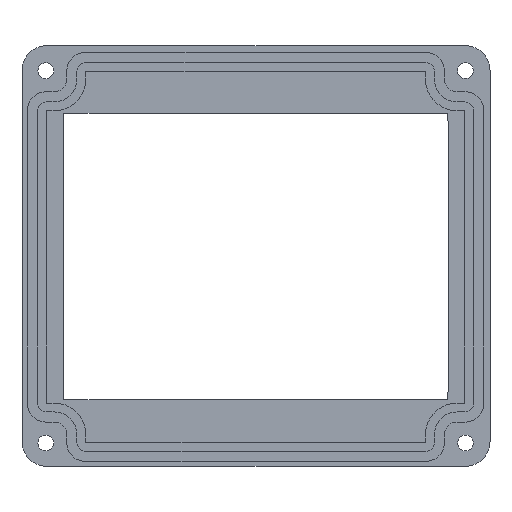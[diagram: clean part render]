
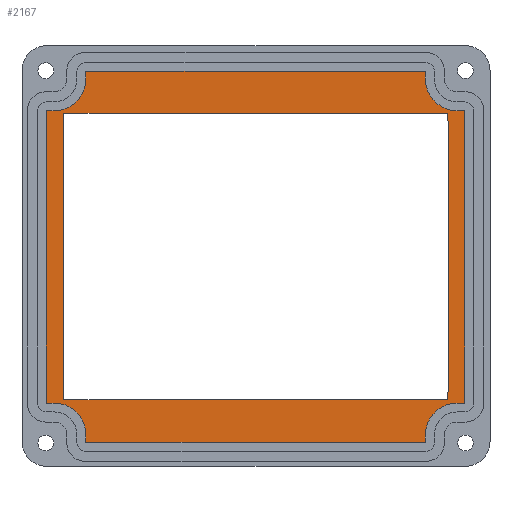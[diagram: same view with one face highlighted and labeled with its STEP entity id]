
A CAD part, front view. The second image highlights one B-rep face of the part: STEP entity #2167.
In plain terms, the highlighted planar face has unit normal (0, -1, 0).
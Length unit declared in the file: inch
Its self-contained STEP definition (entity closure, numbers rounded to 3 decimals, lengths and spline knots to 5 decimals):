
#74=FACE_BOUND('',#366,.T.);
#140=CIRCLE('',#2357,0.32001);
#141=CIRCLE('',#2358,0.32);
#142=CIRCLE('',#2359,0.32);
#143=CIRCLE('',#2360,0.32);
#144=CIRCLE('',#2361,0.08);
#145=CIRCLE('',#2362,0.08);
#241=FACE_OUTER_BOUND('',#365,.T.);
#365=EDGE_LOOP('',(#1645,#1646,#1647,#1648,#1649,#1650,#1651,#1652,#1653,
#1654,#1655,#1656,#1657,#1658,#1659,#1660));
#366=EDGE_LOOP('',(#1661,#1662,#1663,#1664,#1665,#1666,#1667,#1668));
#555=LINE('',#3475,#775);
#561=LINE('',#3487,#781);
#562=LINE('',#3491,#782);
#563=LINE('',#3493,#783);
#564=LINE('',#3495,#784);
#565=LINE('',#3499,#785);
#566=LINE('',#3501,#786);
#567=LINE('',#3503,#787);
#568=LINE('',#3507,#788);
#569=LINE('',#3509,#789);
#570=LINE('',#3511,#790);
#571=LINE('',#3515,#791);
#572=LINE('',#3517,#792);
#573=LINE('',#3519,#793);
#574=LINE('',#3522,#794);
#575=LINE('',#3524,#795);
#576=LINE('',#3525,#796);
#577=LINE('',#3529,#797);
#775=VECTOR('',#2806,0.3937);
#781=VECTOR('',#2814,0.3937);
#782=VECTOR('',#2817,0.3937);
#783=VECTOR('',#2818,0.3937);
#784=VECTOR('',#2819,0.3937);
#785=VECTOR('',#2822,0.3937);
#786=VECTOR('',#2823,0.3937);
#787=VECTOR('',#2824,0.3937);
#788=VECTOR('',#2827,0.3937);
#789=VECTOR('',#2828,0.3937);
#790=VECTOR('',#2829,0.3937);
#791=VECTOR('',#2832,0.3937);
#792=VECTOR('',#2833,0.3937);
#793=VECTOR('',#2834,0.3937);
#794=VECTOR('',#2837,0.3937);
#795=VECTOR('',#2838,0.3937);
#796=VECTOR('',#2839,0.3937);
#797=VECTOR('',#2842,0.3937);
#996=VERTEX_POINT('',#3471);
#998=VERTEX_POINT('',#3474);
#1001=VERTEX_POINT('',#3481);
#1003=VERTEX_POINT('',#3485);
#1004=VERTEX_POINT('',#3489);
#1005=VERTEX_POINT('',#3490);
#1006=VERTEX_POINT('',#3492);
#1007=VERTEX_POINT('',#3494);
#1008=VERTEX_POINT('',#3496);
#1009=VERTEX_POINT('',#3498);
#1010=VERTEX_POINT('',#3500);
#1011=VERTEX_POINT('',#3502);
#1012=VERTEX_POINT('',#3504);
#1013=VERTEX_POINT('',#3506);
#1014=VERTEX_POINT('',#3508);
#1015=VERTEX_POINT('',#3510);
#1016=VERTEX_POINT('',#3512);
#1017=VERTEX_POINT('',#3514);
#1018=VERTEX_POINT('',#3516);
#1019=VERTEX_POINT('',#3518);
#1020=VERTEX_POINT('',#3521);
#1021=VERTEX_POINT('',#3523);
#1022=VERTEX_POINT('',#3526);
#1023=VERTEX_POINT('',#3528);
#1259=EDGE_CURVE('',#998,#996,#555,.T.);
#1265=EDGE_CURVE('',#1001,#1003,#561,.T.);
#1266=EDGE_CURVE('',#1004,#1005,#562,.T.);
#1267=EDGE_CURVE('',#1006,#1004,#563,.T.);
#1268=EDGE_CURVE('',#1007,#1006,#564,.T.);
#1269=EDGE_CURVE('',#1008,#1007,#140,.T.);
#1270=EDGE_CURVE('',#1009,#1008,#565,.T.);
#1271=EDGE_CURVE('',#1010,#1009,#566,.T.);
#1272=EDGE_CURVE('',#1011,#1010,#567,.T.);
#1273=EDGE_CURVE('',#1012,#1011,#141,.T.);
#1274=EDGE_CURVE('',#1013,#1012,#568,.T.);
#1275=EDGE_CURVE('',#1014,#1013,#569,.T.);
#1276=EDGE_CURVE('',#1015,#1014,#570,.T.);
#1277=EDGE_CURVE('',#1016,#1015,#142,.T.);
#1278=EDGE_CURVE('',#1017,#1016,#571,.T.);
#1279=EDGE_CURVE('',#1018,#1017,#572,.T.);
#1280=EDGE_CURVE('',#1019,#1018,#573,.T.);
#1281=EDGE_CURVE('',#1005,#1019,#143,.T.);
#1282=EDGE_CURVE('',#1003,#1020,#574,.T.);
#1283=EDGE_CURVE('',#1020,#1021,#575,.T.);
#1284=EDGE_CURVE('',#1021,#998,#576,.T.);
#1285=EDGE_CURVE('',#1022,#996,#144,.T.);
#1286=EDGE_CURVE('',#1022,#1023,#577,.T.);
#1287=EDGE_CURVE('',#1001,#1023,#145,.T.);
#1645=ORIENTED_EDGE('',*,*,#1266,.F.);
#1646=ORIENTED_EDGE('',*,*,#1267,.F.);
#1647=ORIENTED_EDGE('',*,*,#1268,.F.);
#1648=ORIENTED_EDGE('',*,*,#1269,.F.);
#1649=ORIENTED_EDGE('',*,*,#1270,.F.);
#1650=ORIENTED_EDGE('',*,*,#1271,.F.);
#1651=ORIENTED_EDGE('',*,*,#1272,.F.);
#1652=ORIENTED_EDGE('',*,*,#1273,.F.);
#1653=ORIENTED_EDGE('',*,*,#1274,.F.);
#1654=ORIENTED_EDGE('',*,*,#1275,.F.);
#1655=ORIENTED_EDGE('',*,*,#1276,.F.);
#1656=ORIENTED_EDGE('',*,*,#1277,.F.);
#1657=ORIENTED_EDGE('',*,*,#1278,.F.);
#1658=ORIENTED_EDGE('',*,*,#1279,.F.);
#1659=ORIENTED_EDGE('',*,*,#1280,.F.);
#1660=ORIENTED_EDGE('',*,*,#1281,.F.);
#1661=ORIENTED_EDGE('',*,*,#1265,.T.);
#1662=ORIENTED_EDGE('',*,*,#1282,.T.);
#1663=ORIENTED_EDGE('',*,*,#1283,.T.);
#1664=ORIENTED_EDGE('',*,*,#1284,.T.);
#1665=ORIENTED_EDGE('',*,*,#1259,.T.);
#1666=ORIENTED_EDGE('',*,*,#1285,.F.);
#1667=ORIENTED_EDGE('',*,*,#1286,.T.);
#1668=ORIENTED_EDGE('',*,*,#1287,.F.);
#2078=PLANE('',#2356);
#2167=ADVANCED_FACE('',(#241,#74),#2078,.F.);
#2356=AXIS2_PLACEMENT_3D('',#3488,#2815,#2816);
#2357=AXIS2_PLACEMENT_3D('',#3497,#2820,#2821);
#2358=AXIS2_PLACEMENT_3D('',#3505,#2825,#2826);
#2359=AXIS2_PLACEMENT_3D('',#3513,#2830,#2831);
#2360=AXIS2_PLACEMENT_3D('',#3520,#2835,#2836);
#2361=AXIS2_PLACEMENT_3D('',#3527,#2840,#2841);
#2362=AXIS2_PLACEMENT_3D('',#3530,#2843,#2844);
#2806=DIRECTION('',(0.,0.,-1.));
#2814=DIRECTION('',(0.,0.,-1.));
#2815=DIRECTION('center_axis',(0.,1.,0.));
#2816=DIRECTION('ref_axis',(1.,0.,0.));
#2817=DIRECTION('',(0.,0.,-1.));
#2818=DIRECTION('',(1.,0.,0.));
#2819=DIRECTION('',(0.,0.,1.));
#2820=DIRECTION('center_axis',(0.,-1.,0.));
#2821=DIRECTION('ref_axis',(1.,0.,0.));
#2822=DIRECTION('',(1.,0.,0.));
#2823=DIRECTION('',(0.,0.,1.));
#2824=DIRECTION('',(-1.,0.,0.));
#2825=DIRECTION('center_axis',(0.,-1.,0.));
#2826=DIRECTION('ref_axis',(0.,0.,1.));
#2827=DIRECTION('',(0.,0.,1.));
#2828=DIRECTION('',(-1.,0.,0.));
#2829=DIRECTION('',(0.,0.,-1.));
#2830=DIRECTION('center_axis',(0.,-1.,0.));
#2831=DIRECTION('ref_axis',(-1.,0.,0.));
#2832=DIRECTION('',(-1.,0.,0.));
#2833=DIRECTION('',(0.,0.,-1.));
#2834=DIRECTION('',(1.,0.,0.));
#2835=DIRECTION('center_axis',(0.,-1.,0.));
#2836=DIRECTION('ref_axis',(0.,0.,-1.));
#2837=DIRECTION('',(-1.,0.,0.));
#2838=DIRECTION('',(0.,0.,1.));
#2839=DIRECTION('',(1.,0.,0.));
#2840=DIRECTION('center_axis',(0.,-1.,0.));
#2841=DIRECTION('ref_axis',(0.707,0.,0.707));
#2842=DIRECTION('',(0.,0.,-1.));
#2843=DIRECTION('center_axis',(0.,-1.,0.));
#2844=DIRECTION('ref_axis',(0.707,0.,-0.707));
#3471=CARTESIAN_POINT('',(4.31374,0.13,-0.72782));
#3474=CARTESIAN_POINT('',(4.31374,0.13,-0.67565));
#3475=CARTESIAN_POINT('',(4.31374,0.13,-2.85283));
#3481=CARTESIAN_POINT('',(4.31374,0.13,-3.52349));
#3485=CARTESIAN_POINT('',(4.31374,0.13,-3.57565));
#3487=CARTESIAN_POINT('',(4.31374,0.13,-2.85283));
#3488=CARTESIAN_POINT('Origin',(2.37011,0.13,-2.13));
#3489=CARTESIAN_POINT('',(4.09011,0.13,-0.25044));
#3490=CARTESIAN_POINT('',(4.09011,0.13,-0.33));
#3491=CARTESIAN_POINT('',(4.09011,0.13,-0.25044));
#3492=CARTESIAN_POINT('',(0.65,0.13,-0.25044));
#3493=CARTESIAN_POINT('',(4.09011,0.13,-0.25044));
#3494=CARTESIAN_POINT('',(0.65,0.13,-0.33));
#3495=CARTESIAN_POINT('',(0.65,0.13,-0.25044));
#3496=CARTESIAN_POINT('',(0.32999,0.13,-0.65002));
#3497=CARTESIAN_POINT('Origin',(0.32999,0.13,-0.33001));
#3498=CARTESIAN_POINT('',(0.25054,0.13,-0.65002));
#3499=CARTESIAN_POINT('',(0.32999,0.13,-0.65002));
#3500=CARTESIAN_POINT('',(0.25054,0.13,-3.61));
#3501=CARTESIAN_POINT('',(0.25054,0.13,-3.61));
#3502=CARTESIAN_POINT('',(0.33011,0.13,-3.61));
#3503=CARTESIAN_POINT('',(0.33011,0.13,-3.61));
#3504=CARTESIAN_POINT('',(0.65011,0.13,-3.93));
#3505=CARTESIAN_POINT('Origin',(0.33011,0.13,-3.93));
#3506=CARTESIAN_POINT('',(0.65011,0.13,-4.00956));
#3507=CARTESIAN_POINT('',(0.65011,0.13,-4.00956));
#3508=CARTESIAN_POINT('',(4.09011,0.13,-4.00956));
#3509=CARTESIAN_POINT('',(4.09011,0.13,-4.00956));
#3510=CARTESIAN_POINT('',(4.09011,0.13,-3.93));
#3511=CARTESIAN_POINT('',(4.09011,0.13,-4.00956));
#3512=CARTESIAN_POINT('',(4.41011,0.13,-3.61));
#3513=CARTESIAN_POINT('Origin',(4.41011,0.13,-3.93));
#3514=CARTESIAN_POINT('',(4.48967,0.13,-3.61));
#3515=CARTESIAN_POINT('',(4.41011,0.13,-3.61));
#3516=CARTESIAN_POINT('',(4.48967,0.13,-0.65));
#3517=CARTESIAN_POINT('',(4.48967,0.13,-0.65));
#3518=CARTESIAN_POINT('',(4.41011,0.13,-0.65));
#3519=CARTESIAN_POINT('',(4.41011,0.13,-0.65));
#3520=CARTESIAN_POINT('Origin',(4.41011,0.13,-0.33));
#3521=CARTESIAN_POINT('',(0.42874,0.13,-3.57565));
#3522=CARTESIAN_POINT('',(1.39942,0.13,-3.57565));
#3523=CARTESIAN_POINT('',(0.42874,0.13,-0.67565));
#3524=CARTESIAN_POINT('',(0.42874,0.13,-1.40283));
#3525=CARTESIAN_POINT('',(3.34192,0.13,-0.67565));
#3526=CARTESIAN_POINT('',(4.31874,0.13,-0.75565));
#3527=CARTESIAN_POINT('Origin',(4.23874,0.13,-0.75565));
#3528=CARTESIAN_POINT('',(4.31874,0.13,-3.49565));
#3529=CARTESIAN_POINT('',(4.31874,0.13,-2.85283));
#3530=CARTESIAN_POINT('Origin',(4.23874,0.13,-3.49565));
